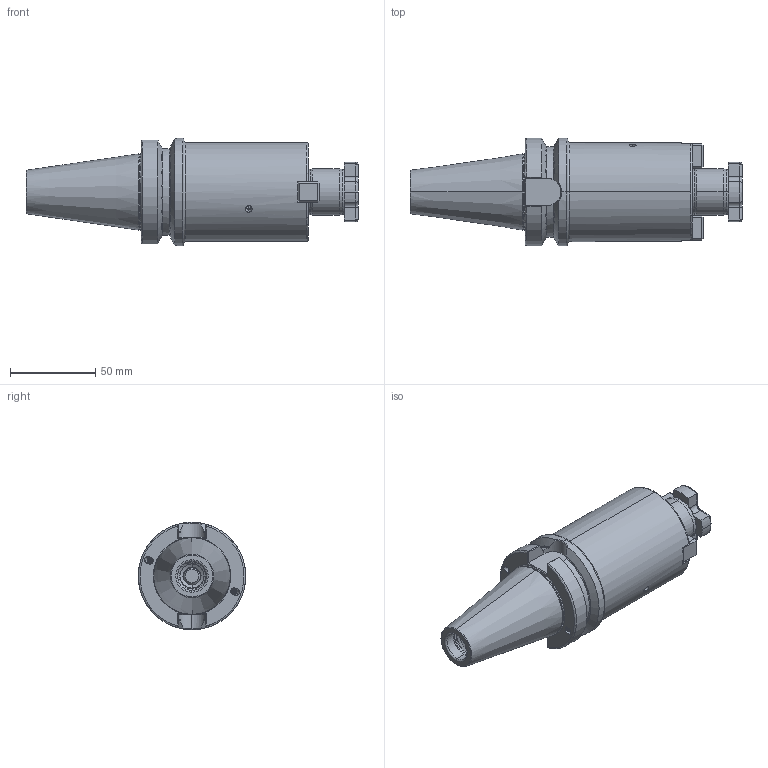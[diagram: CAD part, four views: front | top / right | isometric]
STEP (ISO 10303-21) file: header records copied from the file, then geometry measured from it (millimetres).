
FILE_DESCRIPTION (( 'STEP AP203' ), '1' );
FILE_NAME ('406.11.27.1.STEP', '2016-11-26T02:32:18', ( '' ), ( '' ), 'SwSTEP 2.0', 'SolidWorks 2012', '' );
FILE_SCHEMA (( 'CONFIG_CONTROL_DESIGN' ));
Length unit declared in the file: millimetre
Products named in the file (5): 406.11.27.1; 102.11.27_M4xP0.7-16L; 面銑刀墊塊27; 十字螺絲FMB27
Assembly tree (6 placements, depth 2):
  406.11.27.1
    406.11.27.1
    十字螺絲FMB27
    面銑刀墊塊27  x2
    102.11.27_M4xP0.7-16L  x2
Bounding box: 194.4 x 63 x 63 mm (x, y, z)
Volume: 318513 mm3; surface area: 52204.6 mm2
Topology: 6 solids, 6 shells, 613 faces, 1598 edges, 1001 vertices
Faces by surface type: cylinder 319, plane 150, torus 56, cone 53, bspline 35
Entity records: 33188 total; most frequent: CARTESIAN_POINT 21670, ORIENTED_EDGE 2634, DIRECTION 1995, EDGE_CURVE 1317, VERTEX_POINT 833, AXIS2_PLACEMENT_3D 755, EDGE_LOOP 522, FACE_OUTER_BOUND 501
